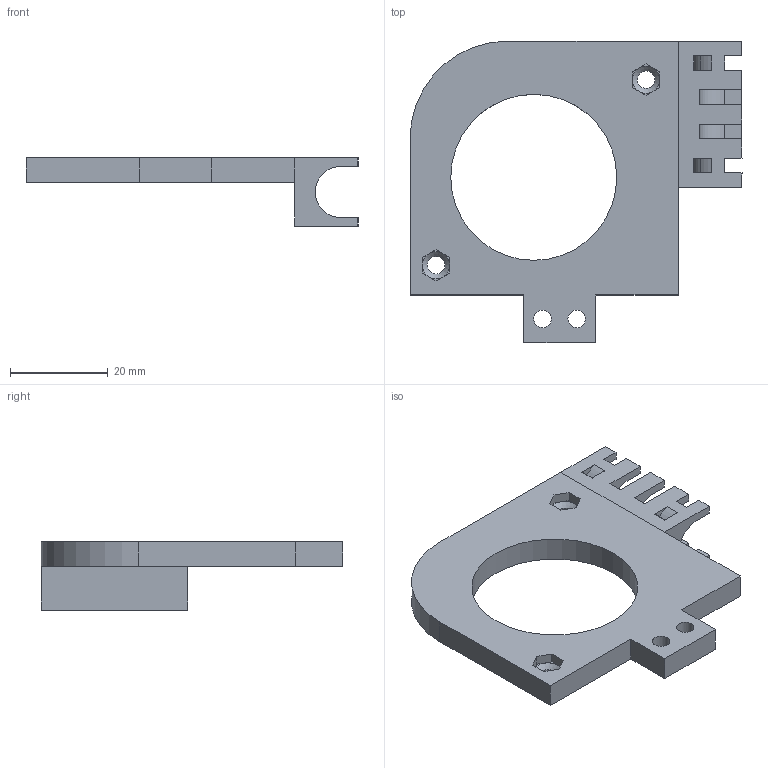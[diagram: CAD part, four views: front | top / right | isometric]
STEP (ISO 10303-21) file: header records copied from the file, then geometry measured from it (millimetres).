
FILE_DESCRIPTION(('FreeCAD Model'),'2;1');
FILE_NAME('CentrifugalFanHolder_vertical.step','2020-10-11T10:47:17',( 'Author'),(''),'Open CASCADE STEP processor 7.3','FreeCAD','Unknown' );
FILE_SCHEMA(('AUTOMOTIVE_DESIGN { 1 0 10303 214 1 1 1 1 }'));
Length unit declared in the file: millimetre
Products named in the file (1): CentrifugalFanHolder_vertical
Bounding box: 68 x 61.8 x 14 mm (x, y, z)
Volume: 12403.7 mm3; surface area: 7985.2 mm2
Topology: 1 solids, 1 shells, 110 faces, 312 edges, 194 vertices
Faces by surface type: plane 87, cylinder 19, cone 4
Full cylindrical faces by diameter (mm): 3.6 x4, 34 x1
Entity records: 7733 total; most frequent: CARTESIAN_POINT 1457, DIRECTION 1178, LINE 828, VECTOR 828, ORIENTED_EDGE 624, PCURVE 624, DEFINITIONAL_REPRESENTATION 624, EDGE_CURVE 312
